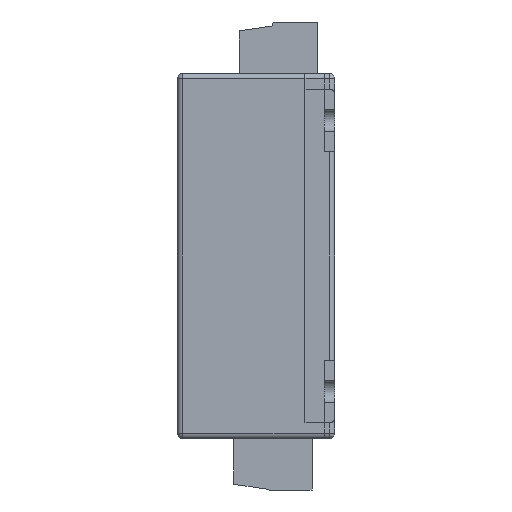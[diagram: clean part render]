
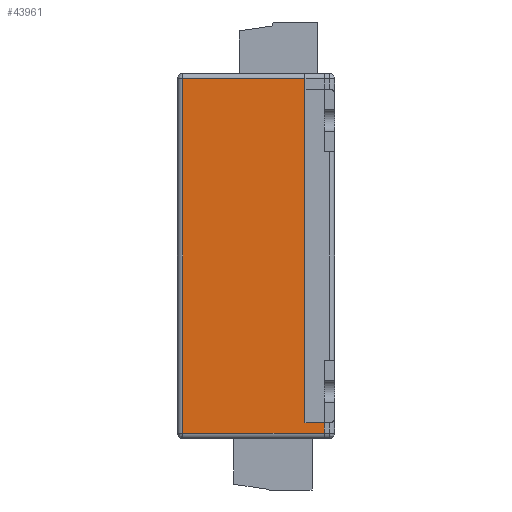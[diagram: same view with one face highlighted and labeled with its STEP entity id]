
A CAD part, left-side view. The second image highlights one B-rep face of the part: STEP entity #43961.
In plain terms, the highlighted planar face has unit normal (-1, 0, 0).
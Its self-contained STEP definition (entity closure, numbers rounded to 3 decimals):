
#41690 = VERTEX_POINT('',#41691);
#41691 = CARTESIAN_POINT('',(0.,27.2,
    1.));
#41699 = CYLINDRICAL_SURFACE('',#41700,1.);
#41700 = AXIS2_PLACEMENT_3D('',#41701,#41702,#41703);
#41701 = CARTESIAN_POINT('',(1.,27.2,1.));
#41702 = DIRECTION('',(0.,-1.,0.));
#41703 = DIRECTION('',(1.,0.,0.));
#41802 = VERTEX_POINT('',#41803);
#41803 = CARTESIAN_POINT('',(0.,0.,1.));
#41817 = PLANE('',#41818);
#41818 = AXIS2_PLACEMENT_3D('',#41819,#41820,#41821);
#41819 = CARTESIAN_POINT('',(0.,0.,0.));
#41820 = DIRECTION('',(0.,1.,0.));
#41821 = DIRECTION('',(0.,0.,1.));
#41829 = EDGE_CURVE('',#41802,#41690,#41830,.T.);
#41830 = SURFACE_CURVE('',#41831,(#41835,#41841),.PCURVE_S1.);
#41831 = LINE('',#41832,#41833);
#41832 = CARTESIAN_POINT('',(0.,13.6,1.));
#41833 = VECTOR('',#41834,1.);
#41834 = DIRECTION('',(0.,1.,0.));
#41835 = PCURVE('',#41699,#41836);
#41836 = DEFINITIONAL_REPRESENTATION('',(#41837),#41840);
#41837 = B_SPLINE_CURVE_WITH_KNOTS('',1,(#41838,#41839),.UNSPECIFIED.,
  .F.,.F.,(2,2),(-13.6,13.6),.PIECEWISE_BEZIER_KNOTS.);
#41838 = CARTESIAN_POINT('',(3.142,27.2));
#41839 = CARTESIAN_POINT('',(3.142,0.));
#41840 = ( GEOMETRIC_REPRESENTATION_CONTEXT(2) 
PARAMETRIC_REPRESENTATION_CONTEXT() REPRESENTATION_CONTEXT('2D SPACE',''
  ) );
#41841 = PCURVE('',#41842,#41847);
#41842 = PLANE('',#41843);
#41843 = AXIS2_PLACEMENT_3D('',#41844,#41845,#41846);
#41844 = CARTESIAN_POINT('',(0.,0.,69.));
#41845 = DIRECTION('',(1.,0.,0.));
#41846 = DIRECTION('',(0.,0.,-1.));
#41847 = DEFINITIONAL_REPRESENTATION('',(#41848),#41852);
#41848 = LINE('',#41849,#41850);
#41849 = CARTESIAN_POINT('',(68.,13.6));
#41850 = VECTOR('',#41851,1.);
#41851 = DIRECTION('',(0.,1.));
#41852 = ( GEOMETRIC_REPRESENTATION_CONTEXT(2) 
PARAMETRIC_REPRESENTATION_CONTEXT() REPRESENTATION_CONTEXT('2D SPACE',''
  ) );
#41939 = VERTEX_POINT('',#41940);
#41940 = CARTESIAN_POINT('',(0.,0.,3.));
#41954 = PLANE('',#41955);
#41955 = AXIS2_PLACEMENT_3D('',#41956,#41957,#41958);
#41956 = CARTESIAN_POINT('',(3.,0.,3.));
#41957 = DIRECTION('',(0.,0.,-1.));
#41958 = DIRECTION('',(-1.,0.,0.));
#41966 = EDGE_CURVE('',#41939,#41802,#41967,.T.);
#41967 = SURFACE_CURVE('',#41968,(#41972,#41979),.PCURVE_S1.);
#41968 = LINE('',#41969,#41970);
#41969 = CARTESIAN_POINT('',(0.,0.,35.));
#41970 = VECTOR('',#41971,1.);
#41971 = DIRECTION('',(0.,0.,-1.));
#41972 = PCURVE('',#41817,#41973);
#41973 = DEFINITIONAL_REPRESENTATION('',(#41974),#41978);
#41974 = LINE('',#41975,#41976);
#41975 = CARTESIAN_POINT('',(35.,0.));
#41976 = VECTOR('',#41977,1.);
#41977 = DIRECTION('',(-1.,0.));
#41978 = ( GEOMETRIC_REPRESENTATION_CONTEXT(2) 
PARAMETRIC_REPRESENTATION_CONTEXT() REPRESENTATION_CONTEXT('2D SPACE',''
  ) );
#41979 = PCURVE('',#41842,#41980);
#41980 = DEFINITIONAL_REPRESENTATION('',(#41981),#41985);
#41981 = LINE('',#41982,#41983);
#41982 = CARTESIAN_POINT('',(34.,0.));
#41983 = VECTOR('',#41984,1.);
#41984 = DIRECTION('',(1.,0.));
#41985 = ( GEOMETRIC_REPRESENTATION_CONTEXT(2) 
PARAMETRIC_REPRESENTATION_CONTEXT() REPRESENTATION_CONTEXT('2D SPACE',''
  ) );
#43867 = VERTEX_POINT('',#43868);
#43868 = CARTESIAN_POINT('',(0.,3.7,3.));
#43882 = PLANE('',#43883);
#43883 = AXIS2_PLACEMENT_3D('',#43884,#43885,#43886);
#43884 = CARTESIAN_POINT('',(0.,3.7,3.));
#43885 = DIRECTION('',(0.,1.,0.));
#43886 = DIRECTION('',(0.,0.,1.));
#43894 = EDGE_CURVE('',#43867,#41939,#43895,.T.);
#43895 = SURFACE_CURVE('',#43896,(#43900,#43907),.PCURVE_S1.);
#43896 = LINE('',#43897,#43898);
#43897 = CARTESIAN_POINT('',(0.,13.6,3.));
#43898 = VECTOR('',#43899,1.);
#43899 = DIRECTION('',(0.,-1.,0.));
#43900 = PCURVE('',#41954,#43901);
#43901 = DEFINITIONAL_REPRESENTATION('',(#43902),#43906);
#43902 = LINE('',#43903,#43904);
#43903 = CARTESIAN_POINT('',(3.,13.6));
#43904 = VECTOR('',#43905,1.);
#43905 = DIRECTION('',(0.,-1.));
#43906 = ( GEOMETRIC_REPRESENTATION_CONTEXT(2) 
PARAMETRIC_REPRESENTATION_CONTEXT() REPRESENTATION_CONTEXT('2D SPACE',''
  ) );
#43907 = PCURVE('',#41842,#43908);
#43908 = DEFINITIONAL_REPRESENTATION('',(#43909),#43913);
#43909 = LINE('',#43910,#43911);
#43910 = CARTESIAN_POINT('',(66.,13.6));
#43911 = VECTOR('',#43912,1.);
#43912 = DIRECTION('',(0.,-1.));
#43913 = ( GEOMETRIC_REPRESENTATION_CONTEXT(2) 
PARAMETRIC_REPRESENTATION_CONTEXT() REPRESENTATION_CONTEXT('2D SPACE',''
  ) );
#43961 = ADVANCED_FACE('',(#43962),#41842,.F.);
#43962 = FACE_BOUND('',#43963,.T.);
#43963 = EDGE_LOOP('',(#43964,#43991,#43992,#43993,#43994,#44017));
#43964 = ORIENTED_EDGE('',*,*,#43965,.T.);
#43965 = EDGE_CURVE('',#43966,#41690,#43968,.T.);
#43966 = VERTEX_POINT('',#43967);
#43967 = CARTESIAN_POINT('',(0.,27.2,
    69.));
#43968 = SURFACE_CURVE('',#43969,(#43973,#43980),.PCURVE_S1.);
#43969 = LINE('',#43970,#43971);
#43970 = CARTESIAN_POINT('',(0.,27.2,35.));
#43971 = VECTOR('',#43972,1.);
#43972 = DIRECTION('',(0.,0.,-1.));
#43973 = PCURVE('',#41842,#43974);
#43974 = DEFINITIONAL_REPRESENTATION('',(#43975),#43979);
#43975 = LINE('',#43976,#43977);
#43976 = CARTESIAN_POINT('',(34.,27.2));
#43977 = VECTOR('',#43978,1.);
#43978 = DIRECTION('',(1.,0.));
#43979 = ( GEOMETRIC_REPRESENTATION_CONTEXT(2) 
PARAMETRIC_REPRESENTATION_CONTEXT() REPRESENTATION_CONTEXT('2D SPACE',''
  ) );
#43980 = PCURVE('',#43981,#43986);
#43981 = CYLINDRICAL_SURFACE('',#43982,1.);
#43982 = AXIS2_PLACEMENT_3D('',#43983,#43984,#43985);
#43983 = CARTESIAN_POINT('',(1.,27.2,69.));
#43984 = DIRECTION('',(0.,0.,-1.));
#43985 = DIRECTION('',(-1.,0.,0.));
#43986 = DEFINITIONAL_REPRESENTATION('',(#43987),#43990);
#43987 = B_SPLINE_CURVE_WITH_KNOTS('',1,(#43988,#43989),.UNSPECIFIED.,
  .F.,.F.,(2,2),(-34.,34.),
  .PIECEWISE_BEZIER_KNOTS.);
#43988 = CARTESIAN_POINT('',(0.,0.));
#43989 = CARTESIAN_POINT('',(0.,68.));
#43990 = ( GEOMETRIC_REPRESENTATION_CONTEXT(2) 
PARAMETRIC_REPRESENTATION_CONTEXT() REPRESENTATION_CONTEXT('2D SPACE',''
  ) );
#43991 = ORIENTED_EDGE('',*,*,#41829,.F.);
#43992 = ORIENTED_EDGE('',*,*,#41966,.F.);
#43993 = ORIENTED_EDGE('',*,*,#43894,.F.);
#43994 = ORIENTED_EDGE('',*,*,#43995,.T.);
#43995 = EDGE_CURVE('',#43867,#43996,#43998,.T.);
#43996 = VERTEX_POINT('',#43997);
#43997 = CARTESIAN_POINT('',(0.,3.7,69.));
#43998 = SURFACE_CURVE('',#43999,(#44003,#44010),.PCURVE_S1.);
#43999 = LINE('',#44000,#44001);
#44000 = CARTESIAN_POINT('',(0.,3.7,36.701));
#44001 = VECTOR('',#44002,1.);
#44002 = DIRECTION('',(0.,0.,1.));
#44003 = PCURVE('',#41842,#44004);
#44004 = DEFINITIONAL_REPRESENTATION('',(#44005),#44009);
#44005 = LINE('',#44006,#44007);
#44006 = CARTESIAN_POINT('',(32.299,3.7));
#44007 = VECTOR('',#44008,1.);
#44008 = DIRECTION('',(-1.,0.));
#44009 = ( GEOMETRIC_REPRESENTATION_CONTEXT(2) 
PARAMETRIC_REPRESENTATION_CONTEXT() REPRESENTATION_CONTEXT('2D SPACE',''
  ) );
#44010 = PCURVE('',#43882,#44011);
#44011 = DEFINITIONAL_REPRESENTATION('',(#44012),#44016);
#44012 = LINE('',#44013,#44014);
#44013 = CARTESIAN_POINT('',(33.701,0.));
#44014 = VECTOR('',#44015,1.);
#44015 = DIRECTION('',(1.,0.));
#44016 = ( GEOMETRIC_REPRESENTATION_CONTEXT(2) 
PARAMETRIC_REPRESENTATION_CONTEXT() REPRESENTATION_CONTEXT('2D SPACE',''
  ) );
#44017 = ORIENTED_EDGE('',*,*,#44018,.T.);
#44018 = EDGE_CURVE('',#43996,#43966,#44019,.T.);
#44019 = SURFACE_CURVE('',#44020,(#44024,#44031),.PCURVE_S1.);
#44020 = LINE('',#44021,#44022);
#44021 = CARTESIAN_POINT('',(0.,15.45,69.));
#44022 = VECTOR('',#44023,1.);
#44023 = DIRECTION('',(0.,1.,0.));
#44024 = PCURVE('',#41842,#44025);
#44025 = DEFINITIONAL_REPRESENTATION('',(#44026),#44030);
#44026 = LINE('',#44027,#44028);
#44027 = CARTESIAN_POINT('',(0.,15.45));
#44028 = VECTOR('',#44029,1.);
#44029 = DIRECTION('',(0.,1.));
#44030 = ( GEOMETRIC_REPRESENTATION_CONTEXT(2) 
PARAMETRIC_REPRESENTATION_CONTEXT() REPRESENTATION_CONTEXT('2D SPACE',''
  ) );
#44031 = PCURVE('',#44032,#44037);
#44032 = CYLINDRICAL_SURFACE('',#44033,1.);
#44033 = AXIS2_PLACEMENT_3D('',#44034,#44035,#44036);
#44034 = CARTESIAN_POINT('',(1.,27.2,69.));
#44035 = DIRECTION('',(0.,-1.,0.));
#44036 = DIRECTION('',(1.,0.,0.));
#44037 = DEFINITIONAL_REPRESENTATION('',(#44038),#44041);
#44038 = B_SPLINE_CURVE_WITH_KNOTS('',1,(#44039,#44040),.UNSPECIFIED.,
  .F.,.F.,(2,2),(-11.75,11.75),.PIECEWISE_BEZIER_KNOTS.);
#44039 = CARTESIAN_POINT('',(3.142,23.5));
#44040 = CARTESIAN_POINT('',(3.142,0.));
#44041 = ( GEOMETRIC_REPRESENTATION_CONTEXT(2) 
PARAMETRIC_REPRESENTATION_CONTEXT() REPRESENTATION_CONTEXT('2D SPACE',''
  ) );
